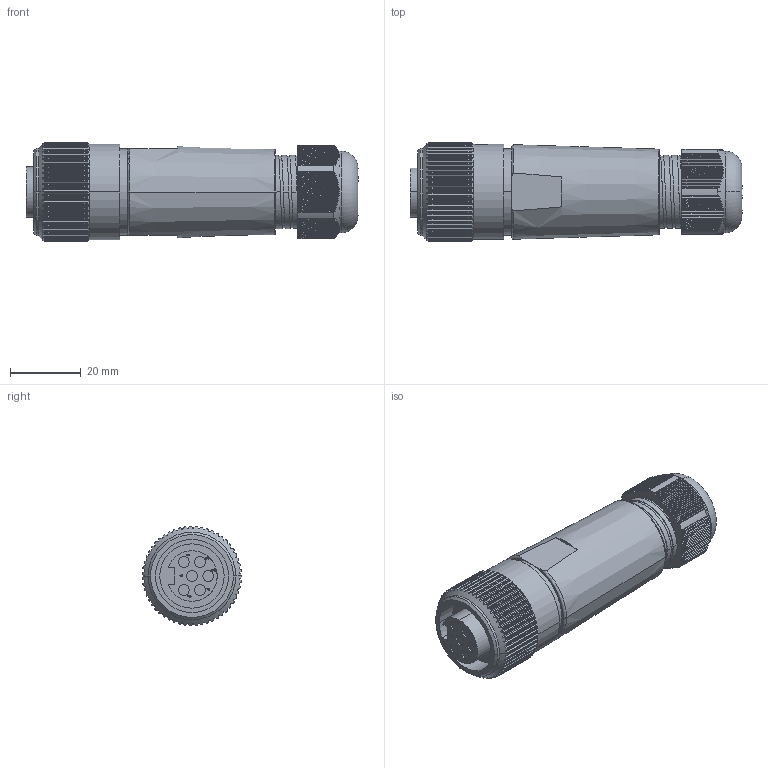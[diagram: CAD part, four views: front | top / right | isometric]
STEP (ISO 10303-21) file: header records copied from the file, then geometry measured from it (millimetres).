
FILE_DESCRIPTION (( 'STEP AP214' ), '1' );
FILE_NAME ('ZP-S1-6FP-FW.step', '2016-03-08T22:14:52', ( '' ), ( '' ), 'SwSTEP 2.0', 'SolidWorks 2015', '' );
FILE_SCHEMA (( 'AUTOMOTIVE_DESIGN' ));
Length unit declared in the file: millimetre
Products named in the file (1): ZP-S1-6FP-FW
Bounding box: 93.57 x 27.98 x 27.99 mm (x, y, z)
Volume: 41968.7 mm3; surface area: 14513.5 mm2
Topology: 4 solids, 4 shells, 827 faces, 2384 edges, 1583 vertices
Faces by surface type: plane 462, cylinder 306, bspline 40, cone 10, torus 9
Entity records: 31457 total; most frequent: CARTESIAN_POINT 11582, ORIENTED_EDGE 4768, DIRECTION 3181, EDGE_CURVE 2384, VERTEX_POINT 1583, VECTOR 1145, LINE 1145, AXIS2_PLACEMENT_3D 1018
